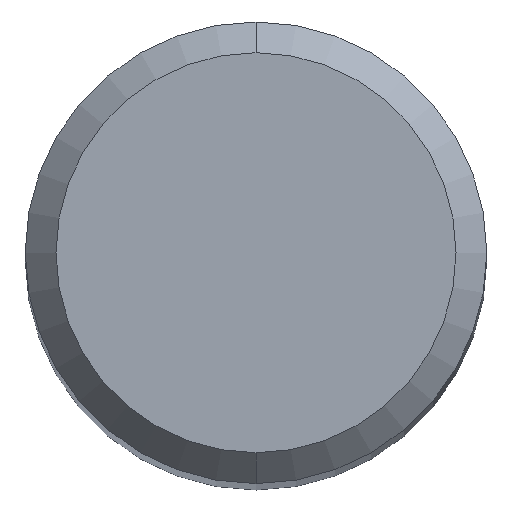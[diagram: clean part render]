
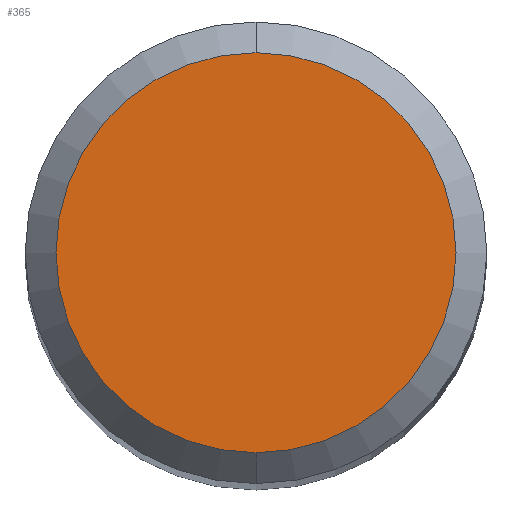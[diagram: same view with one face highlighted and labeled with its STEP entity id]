
A CAD part, top view. The second image highlights one B-rep face of the part: STEP entity #365.
In plain terms, the highlighted planar face has unit normal (0, 0, 1).
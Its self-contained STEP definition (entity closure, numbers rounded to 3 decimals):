
#205=EDGE_CURVE('',#449,#297,#512,.T.);
#297=VERTEX_POINT('',#614);
#315=EDGE_CURVE('',#297,#449,#633,.T.);
#365=ADVANCED_FACE('',(#687),#688,.T.);
#449=VERTEX_POINT('',#785);
#512=CIRCLE('',#912,2.6);
#614=CARTESIAN_POINT('',(0.,-2.6,0.0));
#633=CIRCLE('',#1116,2.6);
#687=FACE_OUTER_BOUND('',#1249,.T.);
#688=PLANE('',#1250);
#785=CARTESIAN_POINT('',(0.0,2.6,0.0));
#912=AXIS2_PLACEMENT_3D('',#1455,#1456,#1457);
#1116=AXIS2_PLACEMENT_3D('',#1601,#1602,#1603);
#1249=EDGE_LOOP('',(#1667,#1668));
#1250=AXIS2_PLACEMENT_3D('',#1669,#1670,#1671);
#1455=CARTESIAN_POINT('',(0.0,0.0,0.0));
#1456=DIRECTION('',(0.0,0.0,-1.0));
#1457=DIRECTION('',(0.0,1.0,0.0));
#1601=CARTESIAN_POINT('',(0.0,0.0,0.0));
#1602=DIRECTION('',(0.0,0.0,-1.0));
#1603=DIRECTION('',(0.0,1.0,0.0));
#1667=ORIENTED_EDGE('',*,*,#205,.F.);
#1668=ORIENTED_EDGE('',*,*,#315,.F.);
#1669=CARTESIAN_POINT('',(0.0,1.3,0.0));
#1670=DIRECTION('',(-0.0,0.0,1.0));
#1671=DIRECTION('',(0.0,-1.0,0.0));
